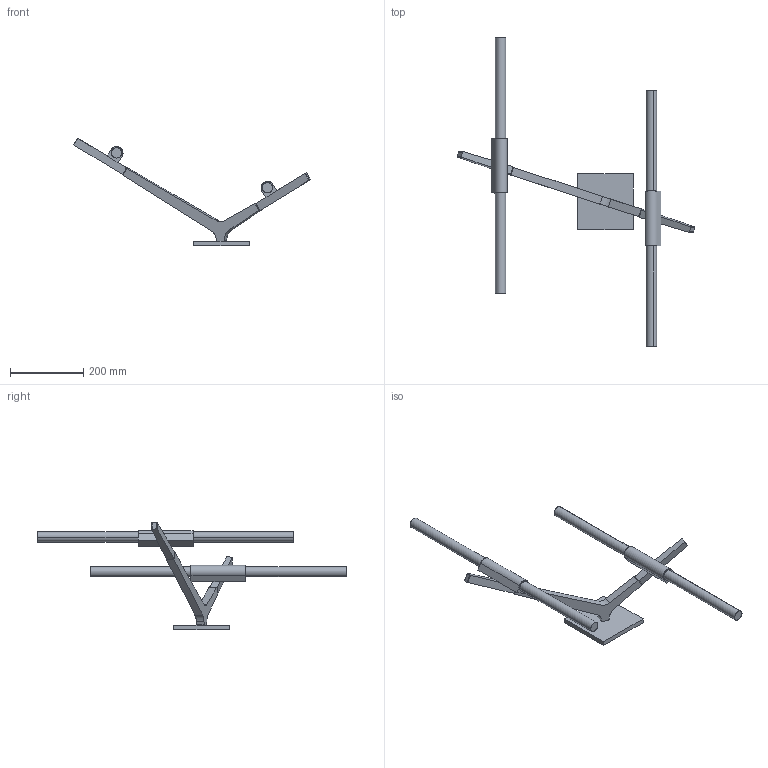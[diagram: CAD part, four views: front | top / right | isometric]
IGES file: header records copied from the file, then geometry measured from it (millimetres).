
Start section: SolidWorks IGES file using analytic representation for surfaces
Global section: file name: AGNES4 -  Agnes Sconce - 4 Lights.IGS; native system: SolidWorks 2015; preprocessor: SolidWorks 2015; author: Design; date: 190131.175531; units: inch
Bounding box: 647.48 x 841.6 x 294.5 mm (x, y, z)
Surface area: 264040.6 mm2 (no closed solid volume)
Topology: 0 solids, 0 shells, 146 faces, 2686 edges, 2686 vertices
Faces by surface type: revolution 85, bspline 61
